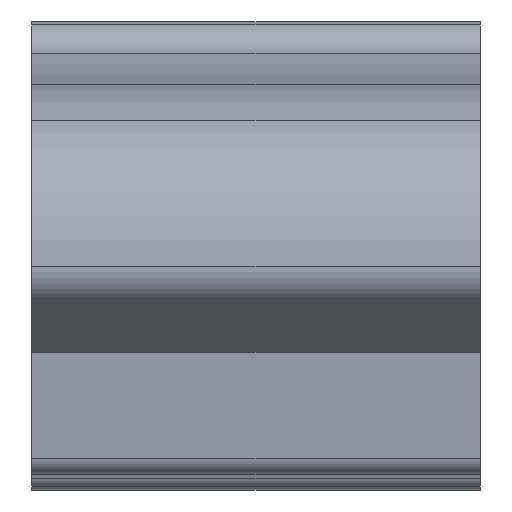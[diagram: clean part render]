
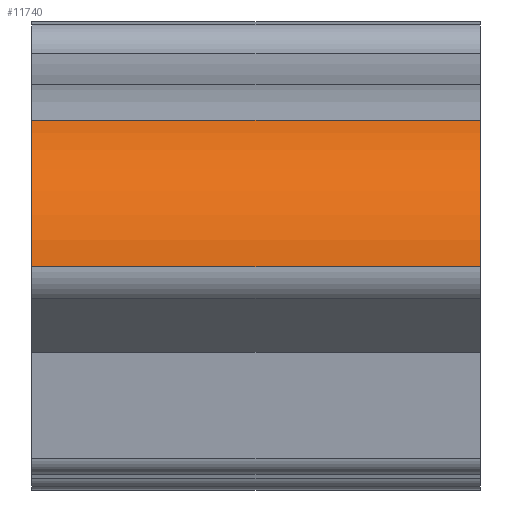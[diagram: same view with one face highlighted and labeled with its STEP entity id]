
A CAD part, top view. The second image highlights one B-rep face of the part: STEP entity #11740.
In plain terms, the highlighted cylindrical face has radius 9 mm (diameter 18 mm), a partial arc.
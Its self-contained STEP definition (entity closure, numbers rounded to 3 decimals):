
#2300=CARTESIAN_POINT('',(13.794,4.712,
0.));
#2310=VERTEX_POINT('',#2300);
#2340=CARTESIAN_POINT('',(10.002,-3.45,
0.));
#2350=DIRECTION('',(0.,0.,1.));
#2360=DIRECTION('',(1.,0.,0.));
#2370=AXIS2_PLACEMENT_3D('',#2340,#2350,#2360);
#2380=CIRCLE('',#2370,9.);
#2390=CARTESIAN_POINT('',(18.979,-2.798,
0.));
#2400=VERTEX_POINT('',#2390);
#2410=EDGE_CURVE('',#2400,#2310,#2380,.T.);
#6760=CARTESIAN_POINT('',(18.979,-2.798,-23.));
#6770=VERTEX_POINT('',#6760);
#6800=CARTESIAN_POINT('',(10.002,-3.45,-23.));
#6810=DIRECTION('',(0.,0.,1.));
#6820=DIRECTION('',(1.,0.,0.));
#6830=AXIS2_PLACEMENT_3D('',#6800,#6810,#6820);
#6840=CIRCLE('',#6830,9.);
#6850=CARTESIAN_POINT('',(13.794,4.712,-23.));
#6860=VERTEX_POINT('',#6850);
#6870=EDGE_CURVE('',#6770,#6860,#6840,.T.);
#11400=CARTESIAN_POINT('',(18.979,-2.798,
0.));
#11410=DIRECTION('',(0.,0.,-1.));
#11420=VECTOR('',#11410,1.);
#11430=LINE('',#11400,#11420);
#11440=EDGE_CURVE('',#2400,#6770,#11430,.T.);
#11580=CARTESIAN_POINT('',(10.002,-3.45,
0.));
#11590=DIRECTION('',(0.,0.,1.));
#11600=DIRECTION('',(1.,0.,0.));
#11610=AXIS2_PLACEMENT_3D('',#11580,#11590,#11600);
#11620=CYLINDRICAL_SURFACE('',#11610,9.);
#11630=ORIENTED_EDGE('',*,*,#2410,.F.);
#11640=CARTESIAN_POINT('',(13.794,4.712,
0.));
#11650=DIRECTION('',(0.,0.,-1.));
#11660=VECTOR('',#11650,1.);
#11670=LINE('',#11640,#11660);
#11680=EDGE_CURVE('',#2310,#6860,#11670,.T.);
#11690=ORIENTED_EDGE('',*,*,#11680,.F.);
#11700=ORIENTED_EDGE('',*,*,#6870,.T.);
#11710=ORIENTED_EDGE('',*,*,#11440,.T.);
#11720=EDGE_LOOP('',(#11710,#11700,#11690,#11630));
#11730=FACE_OUTER_BOUND('',#11720,.T.);
#11740=ADVANCED_FACE('',(#11730),#11620,.T.);
